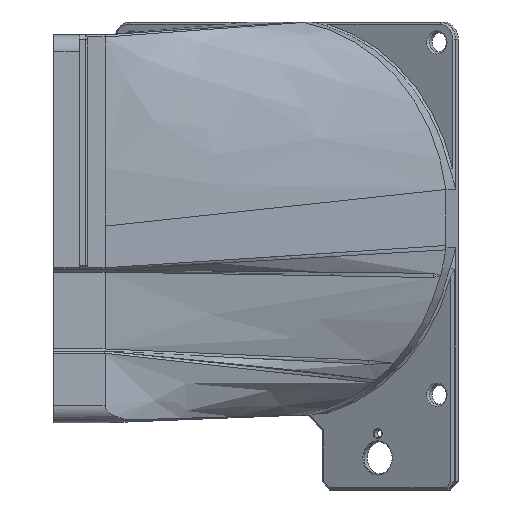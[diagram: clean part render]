
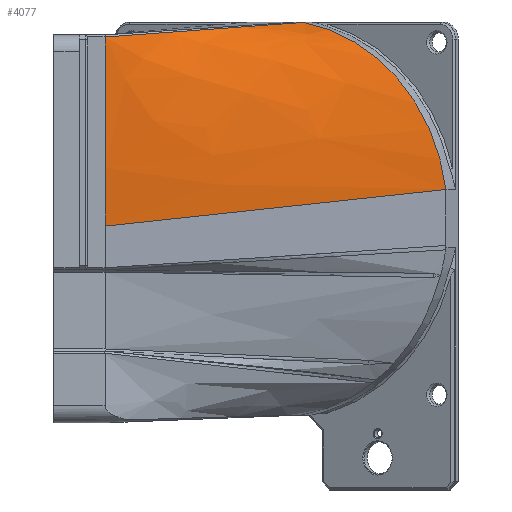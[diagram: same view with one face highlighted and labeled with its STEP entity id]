
A CAD part, left-side view. The second image highlights one B-rep face of the part: STEP entity #4077.
In plain terms, the highlighted free-form (B-spline) face has degree [3, 3] with [7, 4] control points.
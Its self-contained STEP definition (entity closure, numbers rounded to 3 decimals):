
#39=B_SPLINE_SURFACE_WITH_KNOTS('',3,3,((#7919,#7920,#7921,#7922),(#7923,
#7924,#7925,#7926),(#7927,#7928,#7929,#7930),(#7931,#7932,#7933,#7934),
(#7935,#7936,#7937,#7938),(#7939,#7940,#7941,#7942),(#7943,#7944,#7945,
#7946)),.UNSPECIFIED.,.F.,.F.,.F.,(4,1,1,1,4),(4,4),(0.,0.283,
0.424,0.707,0.989),(0.,1.),
 .UNSPECIFIED.);
#209=B_SPLINE_CURVE_WITH_KNOTS('',3,(#7912,#7913,#7914,#7915,#7916),
 .UNSPECIFIED.,.F.,.F.,(4,1,4),(-0.001,0.576,
1.008),.UNSPECIFIED.);
#435=CIRCLE('',#4345,46.5);
#647=FACE_OUTER_BOUND('',#900,.T.);
#900=EDGE_LOOP('',(#3517,#3518,#3519,#3520,#3521));
#1231=LINE('',#7948,#1540);
#1232=LINE('',#7950,#1541);
#1233=LINE('',#7951,#1542);
#1540=VECTOR('',#5242,10.);
#1541=VECTOR('',#5243,10.);
#1542=VECTOR('',#5244,80.27);
#1647=VERTEX_POINT('',#5536);
#1890=VERTEX_POINT('',#7677);
#1918=VERTEX_POINT('',#7907);
#1919=VERTEX_POINT('',#7947);
#1920=VERTEX_POINT('',#7949);
#2417=EDGE_CURVE('',#1647,#1890,#435,.T.);
#2483=EDGE_CURVE('',#1918,#1890,#209,.T.);
#2485=EDGE_CURVE('',#1918,#1919,#1231,.T.);
#2486=EDGE_CURVE('',#1919,#1920,#1232,.T.);
#2487=EDGE_CURVE('',#1920,#1647,#1233,.T.);
#3517=ORIENTED_EDGE('',*,*,#2483,.F.);
#3518=ORIENTED_EDGE('',*,*,#2485,.T.);
#3519=ORIENTED_EDGE('',*,*,#2486,.T.);
#3520=ORIENTED_EDGE('',*,*,#2487,.T.);
#3521=ORIENTED_EDGE('',*,*,#2417,.T.);
#4077=ADVANCED_FACE('',(#647),#39,.F.);
#4345=AXIS2_PLACEMENT_3D('',#7685,#5094,#5095);
#5094=DIRECTION('center_axis',(-0.866,0.5,0.));
#5095=DIRECTION('ref_axis',(0.,0.,
1.));
#5242=DIRECTION('',(0.,0.,-1.));
#5243=DIRECTION('',(0.,0.,-1.));
#5244=DIRECTION('',(-0.038,-0.994,0.107));
#5536=CARTESIAN_POINT('',(-23.723,-83.756,-34.699));
#7677=CARTESIAN_POINT('',(-4.44,-50.357,4.402));
#7685=CARTESIAN_POINT('Origin',(-0.723,-43.919,-41.5));
#7907=CARTESIAN_POINT('',(-20.7,-4.,0.999));
#7912=CARTESIAN_POINT('Ctrl Pts',(-20.7,-4.,0.999));
#7913=CARTESIAN_POINT('Ctrl Pts',(-17.605,-12.835,1.576));
#7914=CARTESIAN_POINT('Ctrl Pts',(-12.29,-28.328,2.669));
#7915=CARTESIAN_POINT('Ctrl Pts',(-6.812,-43.753,3.904));
#7916=CARTESIAN_POINT('Ctrl Pts',(-4.44,-50.357,4.402));
#7919=CARTESIAN_POINT('Ctrl Pts',(-20.7,-4.,-43.251));
#7920=CARTESIAN_POINT('Ctrl Pts',(-21.708,-30.585,-40.401));
#7921=CARTESIAN_POINT('Ctrl Pts',(-22.715,-57.171,-37.55));
#7922=CARTESIAN_POINT('Ctrl Pts',(-23.723,-83.756,-34.699));
#7923=CARTESIAN_POINT('Ctrl Pts',(-20.7,-4.,-39.035));
#7924=CARTESIAN_POINT('Ctrl Pts',(-21.572,-30.351,-35.744));
#7925=CARTESIAN_POINT('Ctrl Pts',(-22.442,-56.697,-32.455));
#7926=CARTESIAN_POINT('Ctrl Pts',(-23.314,-83.047,-29.164));
#7927=CARTESIAN_POINT('Ctrl Pts',(-20.7,-4.,-32.711));
#7928=CARTESIAN_POINT('Ctrl Pts',(-21.114,-29.556,-28.838));
#7929=CARTESIAN_POINT('Ctrl Pts',(-21.528,-55.114,-24.963));
#7930=CARTESIAN_POINT('Ctrl Pts',(-21.941,-80.67,-21.09));
#7931=CARTESIAN_POINT('Ctrl Pts',(-20.7,-4.,-22.171));
#7932=CARTESIAN_POINT('Ctrl Pts',(-19.796,-27.275,-17.94));
#7933=CARTESIAN_POINT('Ctrl Pts',(-18.892,-50.548,-13.711));
#7934=CARTESIAN_POINT('Ctrl Pts',(-17.988,-73.822,-9.48));
#7935=CARTESIAN_POINT('Ctrl Pts',(-20.7,-4.,-11.631));
#7936=CARTESIAN_POINT('Ctrl Pts',(-17.988,-24.142,-7.853));
#7937=CARTESIAN_POINT('Ctrl Pts',(-15.275,-44.283,-4.075));
#7938=CARTESIAN_POINT('Ctrl Pts',(-12.562,-64.425,-0.296));
#7939=CARTESIAN_POINT('Ctrl Pts',(-20.7,-4.,-3.199));
#7940=CARTESIAN_POINT('Ctrl Pts',(-16.2,-21.046,-0.963));
#7941=CARTESIAN_POINT('Ctrl Pts',(-11.702,-38.094,1.271));
#7942=CARTESIAN_POINT('Ctrl Pts',(-7.202,-55.141,3.507));
#7943=CARTESIAN_POINT('Ctrl Pts',(-20.7,-4.,1.017));
#7944=CARTESIAN_POINT('Ctrl Pts',(-15.28,-19.452,2.145));
#7945=CARTESIAN_POINT('Ctrl Pts',(-9.86,-34.905,3.274));
#7946=CARTESIAN_POINT('Ctrl Pts',(-4.44,-50.357,4.402));
#7947=CARTESIAN_POINT('',(-20.7,-4.,-29.577));
#7948=CARTESIAN_POINT('',(-20.7,-4.,1.5));
#7949=CARTESIAN_POINT('',(-20.7,-4.,-43.251));
#7950=CARTESIAN_POINT('',(-20.7,-4.,1.5));
#7951=CARTESIAN_POINT('',(-20.7,-4.,-43.251));
